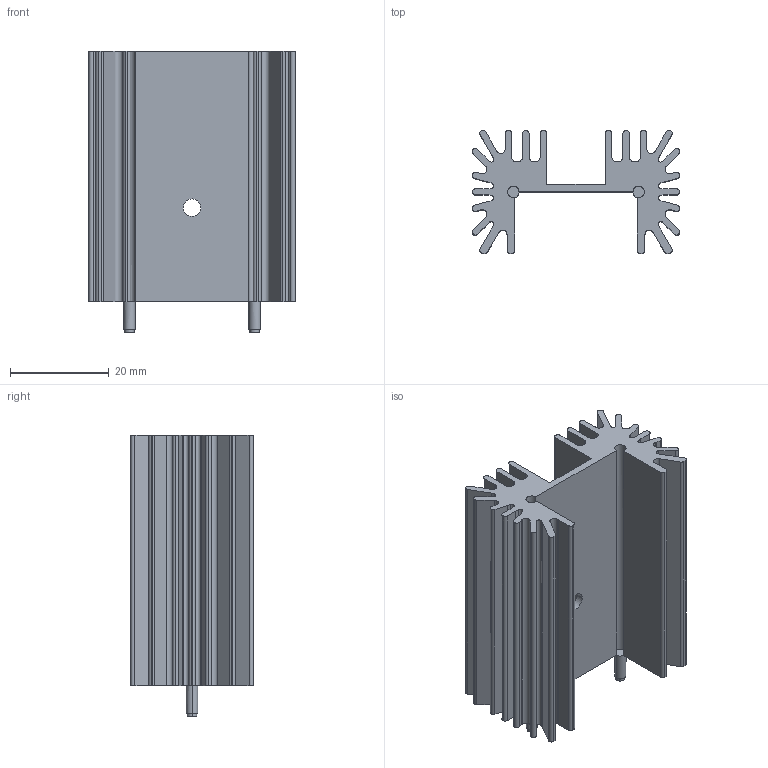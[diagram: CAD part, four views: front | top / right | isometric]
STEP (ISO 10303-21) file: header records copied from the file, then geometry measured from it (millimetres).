
FILE_DESCRIPTION(('FreeCAD Model'),'2;1');
FILE_NAME('parts/3DModels/R_3K_heatsink/RA-T2X-51E_sp001_sp.step','2018-02-12T20:26:25',('kicad StepUp' ),('ksu MCAD'),'Open CASCADE STEP processor 6.8','FreeCAD','Unknown' );
FILE_SCHEMA(('AUTOMOTIVE_DESIGN_CC2 { 1 2 10303 214 -1 1 5 4 }'));
Length unit declared in the file: millimetre
Products named in the file (1): RA-T2X-51E_sp001_sp
Bounding box: 41.91 x 24.89 x 57.15 mm (x, y, z)
Volume: 19396.3 mm3; surface area: 17476.3 mm2
Topology: 3 solids, 3 shells, 180 faces, 524 edges, 352 vertices
Faces by surface type: cylinder 100, plane 80
Entity records: 6079 total; most frequent: DIRECTION 1094, CARTESIAN_POINT 1057, ORIENTED_EDGE 1048, EDGE_CURVE 524, AXIS2_PLACEMENT_3D 389, VERTEX_POINT 352, LINE 316, VECTOR 316
